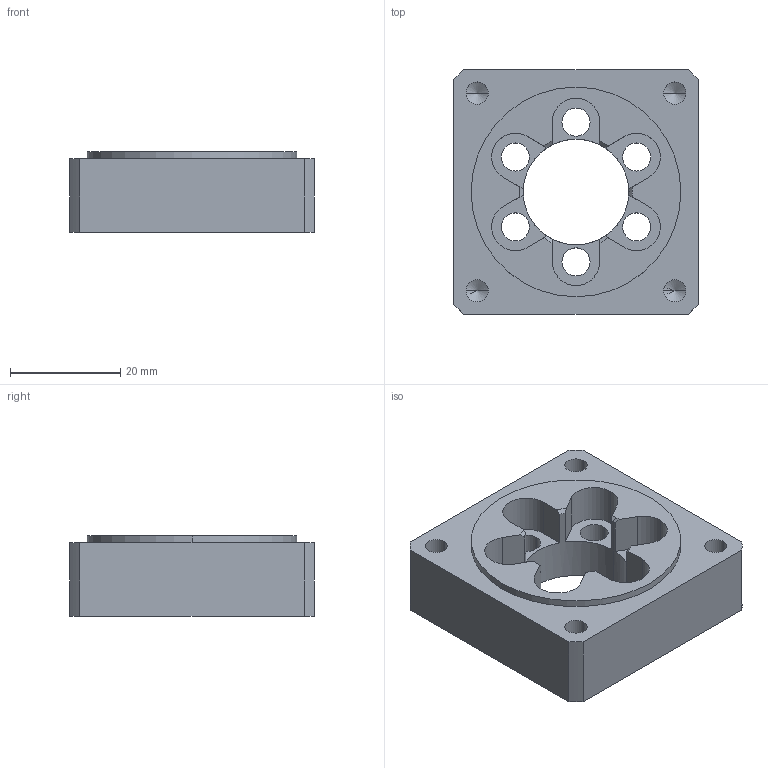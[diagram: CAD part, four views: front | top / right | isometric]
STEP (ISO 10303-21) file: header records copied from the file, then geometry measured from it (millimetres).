
FILE_DESCRIPTION (( 'STEP AP214' ), '1' );
FILE_NAME ('am-5615 Minion Motor Sport Block.STEP', '2025-02-18T15:56:15', ( '' ), ( '' ), 'SwSTEP 2.0', 'SolidWorks 2024', '' );
FILE_SCHEMA (( 'AUTOMOTIVE_DESIGN' ));
Length unit declared in the file: inch
Products named in the file (1): am-5615 Minion Motor Sport Block
Bounding box: 44.45 x 44.45 x 14.61 mm (x, y, z)
Volume: 19471 mm3; surface area: 8318.2 mm2
Topology: 1 solids, 1 shells, 76 faces, 210 edges, 133 vertices
Faces by surface type: cylinder 36, plane 25, cone 15
Entity records: 2568 total; most frequent: CARTESIAN_POINT 448, DIRECTION 435, ORIENTED_EDGE 404, EDGE_CURVE 202, AXIS2_PLACEMENT_3D 168, VERTEX_POINT 133, VECTOR 99, LINE 99
